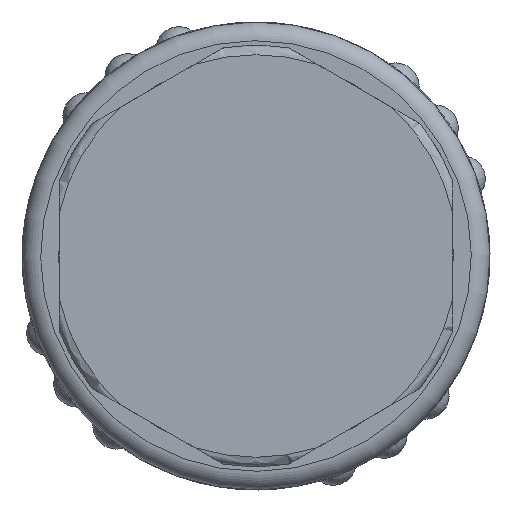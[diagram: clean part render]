
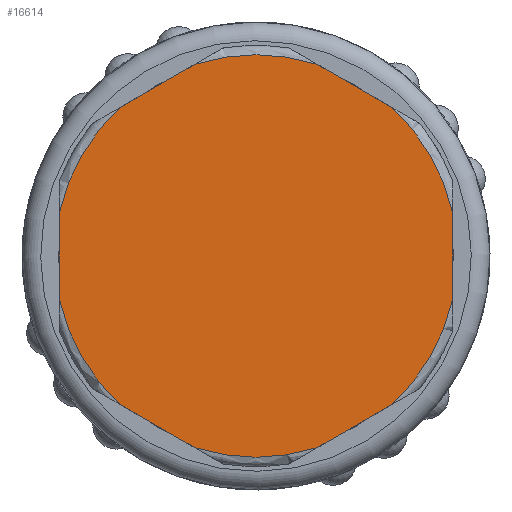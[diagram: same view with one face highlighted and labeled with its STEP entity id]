
A CAD part, left-side view. The second image highlights one B-rep face of the part: STEP entity #16614.
In plain terms, the highlighted planar face has unit normal (-1, 0, 0).
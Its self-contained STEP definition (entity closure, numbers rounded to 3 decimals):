
#490=LINE('',#23025,#1571);
#495=LINE('',#23100,#1576);
#500=LINE('',#23175,#1581);
#505=LINE('',#23250,#1586);
#510=LINE('',#23325,#1591);
#519=LINE('',#23520,#1600);
#1571=VECTOR('',#19005,10.);
#1576=VECTOR('',#19012,10.);
#1581=VECTOR('',#19019,10.);
#1586=VECTOR('',#19026,10.);
#1591=VECTOR('',#19033,10.);
#1600=VECTOR('',#19140,10.);
#2664=PLANE('',#17673);
#3273=CIRCLE('',#17656,10.75);
#3274=CIRCLE('',#17658,10.75);
#3275=CIRCLE('',#17660,10.75);
#3276=CIRCLE('',#17662,10.75);
#3277=CIRCLE('',#17664,10.75);
#3282=CIRCLE('',#17674,10.75);
#4867=FACE_OUTER_BOUND('',#5863,.T.);
#5863=EDGE_LOOP('',(#11939,#11940,#11941,#11942,#11943,#11944,#11945,#11946,
#11947,#11948,#11949,#11950));
#7630=VERTEX_POINT('',#23023);
#7631=VERTEX_POINT('',#23024);
#7640=VERTEX_POINT('',#23098);
#7641=VERTEX_POINT('',#23099);
#7650=VERTEX_POINT('',#23173);
#7651=VERTEX_POINT('',#23174);
#7660=VERTEX_POINT('',#23248);
#7661=VERTEX_POINT('',#23249);
#7670=VERTEX_POINT('',#23323);
#7671=VERTEX_POINT('',#23324);
#7689=VERTEX_POINT('',#23484);
#7690=VERTEX_POINT('',#23499);
#9280=EDGE_CURVE('',#7630,#7631,#490,.T.);
#9290=EDGE_CURVE('',#7640,#7641,#495,.T.);
#9300=EDGE_CURVE('',#7650,#7651,#500,.T.);
#9310=EDGE_CURVE('',#7660,#7661,#505,.T.);
#9320=EDGE_CURVE('',#7670,#7671,#510,.T.);
#9359=EDGE_CURVE('',#7630,#7689,#3273,.T.);
#9362=EDGE_CURVE('',#7690,#7671,#3274,.T.);
#9363=EDGE_CURVE('',#7670,#7661,#3275,.T.);
#9364=EDGE_CURVE('',#7660,#7651,#3276,.T.);
#9365=EDGE_CURVE('',#7650,#7641,#3277,.T.);
#9366=EDGE_CURVE('',#7690,#7689,#519,.T.);
#9371=EDGE_CURVE('',#7640,#7631,#3282,.T.);
#11939=ORIENTED_EDGE('',*,*,#9280,.T.);
#11940=ORIENTED_EDGE('',*,*,#9371,.F.);
#11941=ORIENTED_EDGE('',*,*,#9290,.T.);
#11942=ORIENTED_EDGE('',*,*,#9365,.F.);
#11943=ORIENTED_EDGE('',*,*,#9300,.T.);
#11944=ORIENTED_EDGE('',*,*,#9364,.F.);
#11945=ORIENTED_EDGE('',*,*,#9310,.T.);
#11946=ORIENTED_EDGE('',*,*,#9363,.F.);
#11947=ORIENTED_EDGE('',*,*,#9320,.T.);
#11948=ORIENTED_EDGE('',*,*,#9362,.F.);
#11949=ORIENTED_EDGE('',*,*,#9366,.T.);
#11950=ORIENTED_EDGE('',*,*,#9359,.F.);
#16614=ADVANCED_FACE('',(#4867),#2664,.T.);
#17656=AXIS2_PLACEMENT_3D('',#23485,#19120,#19121);
#17658=AXIS2_PLACEMENT_3D('',#23512,#19124,#19125);
#17660=AXIS2_PLACEMENT_3D('',#23514,#19128,#19129);
#17662=AXIS2_PLACEMENT_3D('',#23516,#19132,#19133);
#17664=AXIS2_PLACEMENT_3D('',#23518,#19136,#19137);
#17673=AXIS2_PLACEMENT_3D('',#23532,#19155,#19156);
#17674=AXIS2_PLACEMENT_3D('',#23533,#19157,#19158);
#19005=DIRECTION('',(0.,-0.866,-0.5));
#19012=DIRECTION('',(0.,-0.866,0.5));
#19019=DIRECTION('',(0.,0.,1.));
#19026=DIRECTION('',(0.,0.866,0.5));
#19033=DIRECTION('',(0.,0.866,-0.5));
#19120=DIRECTION('center_axis',(1.,0.,0.));
#19121=DIRECTION('ref_axis',(0.,1.,0.));
#19124=DIRECTION('center_axis',(1.,0.,0.));
#19125=DIRECTION('ref_axis',(0.,1.,0.));
#19128=DIRECTION('center_axis',(1.,0.,0.));
#19129=DIRECTION('ref_axis',(0.,1.,0.));
#19132=DIRECTION('center_axis',(1.,0.,0.));
#19133=DIRECTION('ref_axis',(0.,1.,0.));
#19136=DIRECTION('center_axis',(1.,0.,0.));
#19137=DIRECTION('ref_axis',(0.,1.,0.));
#19140=DIRECTION('',(0.,0.,-1.));
#19155=DIRECTION('center_axis',(-1.,0.,0.));
#19156=DIRECTION('ref_axis',(0.,0.,1.));
#19157=DIRECTION('center_axis',(1.,0.,0.));
#19158=DIRECTION('ref_axis',(0.,1.,0.));
#23023=CARTESIAN_POINT('',(0.,7.246,-7.941));
#23024=CARTESIAN_POINT('',(0.,3.254,-10.246));
#23025=CARTESIAN_POINT('',(0.,8.456,-7.242));
#23098=CARTESIAN_POINT('',(0.,-3.254,-10.246));
#23099=CARTESIAN_POINT('',(0.,-7.246,-7.941));
#23100=CARTESIAN_POINT('',(0.,-2.044,-10.944));
#23173=CARTESIAN_POINT('',(0.,-10.5,-2.305));
#23174=CARTESIAN_POINT('',(0.,-10.5,2.305));
#23175=CARTESIAN_POINT('',(0.,-10.5,0.));
#23248=CARTESIAN_POINT('',(0.,-7.246,7.941));
#23249=CARTESIAN_POINT('',(0.,-3.254,10.246));
#23250=CARTESIAN_POINT('',(0.,-2.044,10.944));
#23323=CARTESIAN_POINT('',(0.,3.254,10.246));
#23324=CARTESIAN_POINT('',(0.,7.246,7.941));
#23325=CARTESIAN_POINT('',(0.,8.456,7.242));
#23484=CARTESIAN_POINT('',(0.,10.5,-2.305));
#23485=CARTESIAN_POINT('Origin',(0.,0.,0.));
#23499=CARTESIAN_POINT('',(0.,10.5,2.305));
#23512=CARTESIAN_POINT('Origin',(0.,0.,0.));
#23514=CARTESIAN_POINT('Origin',(0.,0.,0.));
#23516=CARTESIAN_POINT('Origin',(0.,0.,0.));
#23518=CARTESIAN_POINT('Origin',(0.,0.,0.));
#23520=CARTESIAN_POINT('',(0.,10.5,0.));
#23532=CARTESIAN_POINT('Origin',(0.,8.55,0.));
#23533=CARTESIAN_POINT('Origin',(0.,0.,0.));
